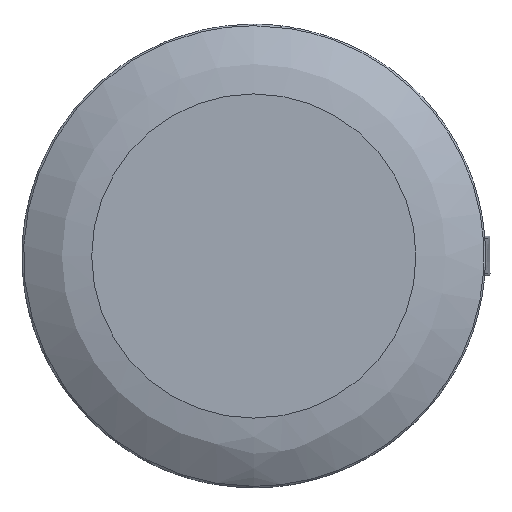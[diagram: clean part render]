
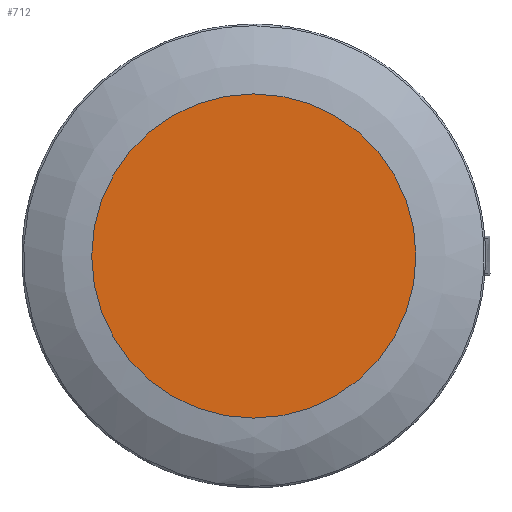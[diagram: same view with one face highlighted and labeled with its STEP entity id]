
A CAD part, front view. The second image highlights one B-rep face of the part: STEP entity #712.
In plain terms, the highlighted planar face has unit normal (0, -1, 0).
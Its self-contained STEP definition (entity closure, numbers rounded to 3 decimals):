
#104=PLANE('',#790);
#147=FACE_OUTER_BOUND('',#191,.T.);
#191=EDGE_LOOP('',(#649));
#216=CIRCLE('',#791,40.668);
#340=VERTEX_POINT('',#4746);
#444=EDGE_CURVE('',#340,#340,#216,.T.);
#649=ORIENTED_EDGE('',*,*,#444,.F.);
#712=ADVANCED_FACE('',(#147),#104,.F.);
#790=AXIS2_PLACEMENT_3D('',#4745,#921,#922);
#791=AXIS2_PLACEMENT_3D('',#4747,#923,#924);
#921=DIRECTION('center_axis',(0.,1.,0.));
#922=DIRECTION('ref_axis',(0.,0.,1.));
#923=DIRECTION('center_axis',(0.,1.,0.));
#924=DIRECTION('ref_axis',(1.,0.,0.));
#4745=CARTESIAN_POINT('Origin',(0.,-15.5,0.));
#4746=CARTESIAN_POINT('',(0.,-15.5,-40.668));
#4747=CARTESIAN_POINT('Origin',(0.,-15.5,0.));
